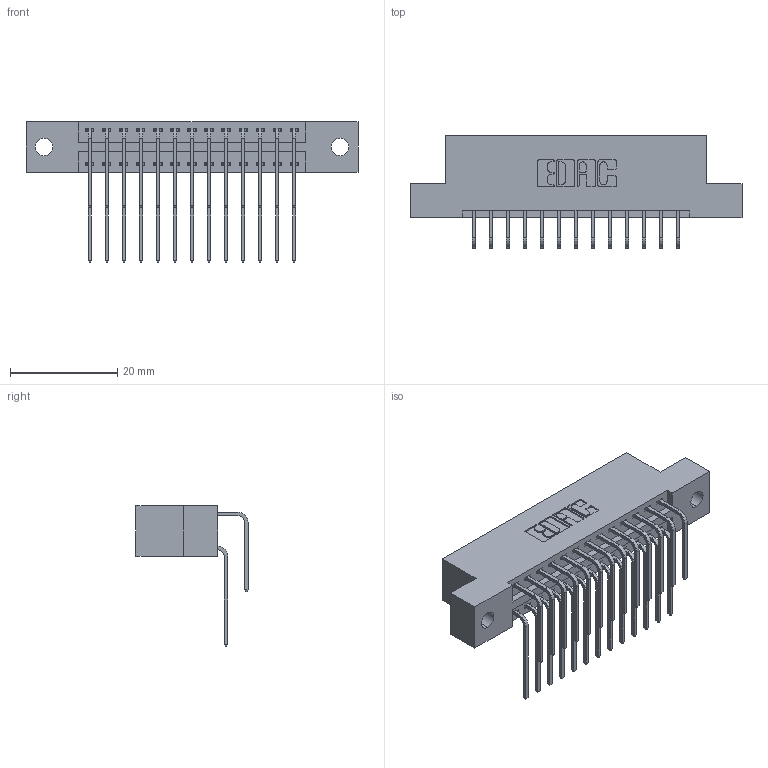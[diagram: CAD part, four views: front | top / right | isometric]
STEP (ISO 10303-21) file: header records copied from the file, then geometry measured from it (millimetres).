
FILE_DESCRIPTION (( 'STEP AP203' ), '1' );
FILE_NAME ('346-026-559-202.STEP', '2018-08-21T23:24:20', ( '' ), ( '' ), 'SwSTEP 2.0', 'SolidWorks 2016', '' );
FILE_SCHEMA (( 'CONFIG_CONTROL_DESIGN' ));
Length unit declared in the file: inch
Products named in the file (4): 345-292-001_558 559 Tail - 1; 345-292-001_559 Tail - 2; 346-026-559-202; 346 Part_Flush Mounting Lugs - 0.128 Dia
Assembly tree (27 placements, depth 2):
  346-026-559-202
    346 Part_Flush Mounting Lugs - 0.128 Dia
    345-292-001_558 559 Tail - 1  x13
    345-292-001_559 Tail - 2  x13
Bounding box: 61.85 x 20.89 x 26.16 mm (x, y, z)
Volume: 5919.1 mm3; surface area: 8130.7 mm2
Topology: 27 solids, 27 shells, 1526 faces, 4515 edges, 2974 vertices
Faces by surface type: plane 1038, cylinder 488
Entity records: 14175 total; most frequent: CARTESIAN_POINT 2427, ORIENTED_EDGE 2310, DIRECTION 2163, EDGE_CURVE 1155, VECTOR 931, LINE 931, VERTEX_POINT 766, AXIS2_PLACEMENT_3D 616
